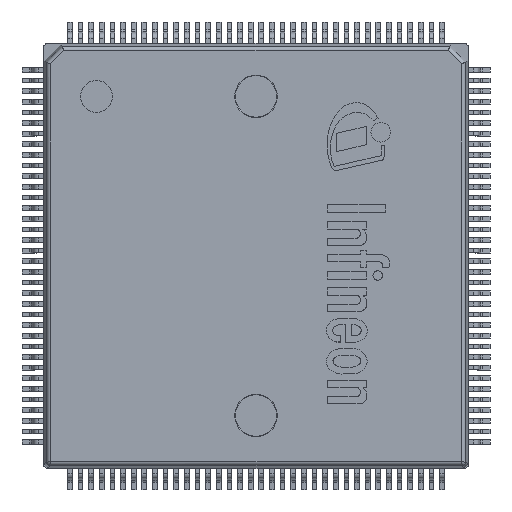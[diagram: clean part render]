
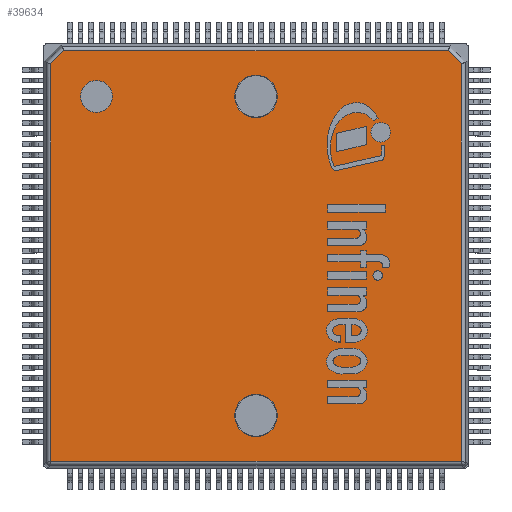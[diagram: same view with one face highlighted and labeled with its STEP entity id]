
A CAD part, top view. The second image highlights one B-rep face of the part: STEP entity #39634.
In plain terms, the highlighted planar face has unit normal (0, 0, 1).
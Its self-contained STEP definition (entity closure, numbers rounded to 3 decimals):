
#64=FACE_BOUND('',#6384,.T.);
#65=FACE_BOUND('',#6385,.T.);
#66=FACE_BOUND('',#6386,.T.);
#1993=PLANE('',#43167);
#4172=FACE_OUTER_BOUND('',#6383,.T.);
#6383=EDGE_LOOP('',(#36692,#36693,#36694,#36695,#36696,#36697));
#6384=EDGE_LOOP('',(#36698));
#6385=EDGE_LOOP('',(#36699));
#6386=EDGE_LOOP('',(#36700));
#10744=LINE('',#66185,#15088);
#10745=LINE('',#66187,#15089);
#10746=LINE('',#66189,#15090);
#10747=LINE('',#66191,#15091);
#10748=LINE('',#66193,#15092);
#10749=LINE('',#66194,#15093);
#15088=VECTOR('',#54200,1000.);
#15089=VECTOR('',#54201,1000.);
#15090=VECTOR('',#54202,1000.);
#15091=VECTOR('',#54203,1000.);
#15092=VECTOR('',#54204,1000.);
#15093=VECTOR('',#54205,1000.);
#16301=CIRCLE('',#43151,1.);
#16302=CIRCLE('',#43153,1.);
#16304=CIRCLE('',#43156,0.75);
#19993=VERTEX_POINT('',#66061);
#19994=VERTEX_POINT('',#66065);
#19996=VERTEX_POINT('',#66071);
#20013=VERTEX_POINT('',#66183);
#20014=VERTEX_POINT('',#66184);
#20015=VERTEX_POINT('',#66186);
#20016=VERTEX_POINT('',#66188);
#20017=VERTEX_POINT('',#66190);
#20018=VERTEX_POINT('',#66192);
#25553=EDGE_CURVE('',#19993,#19993,#16301,.T.);
#25555=EDGE_CURVE('',#19994,#19994,#16302,.T.);
#25558=EDGE_CURVE('',#19996,#19996,#16304,.T.);
#25583=EDGE_CURVE('',#20013,#20014,#10744,.T.);
#25584=EDGE_CURVE('',#20014,#20015,#10745,.T.);
#25585=EDGE_CURVE('',#20015,#20016,#10746,.T.);
#25586=EDGE_CURVE('',#20016,#20017,#10747,.T.);
#25587=EDGE_CURVE('',#20017,#20018,#10748,.T.);
#25588=EDGE_CURVE('',#20018,#20013,#10749,.T.);
#36692=ORIENTED_EDGE('',*,*,#25583,.T.);
#36693=ORIENTED_EDGE('',*,*,#25584,.T.);
#36694=ORIENTED_EDGE('',*,*,#25585,.T.);
#36695=ORIENTED_EDGE('',*,*,#25586,.T.);
#36696=ORIENTED_EDGE('',*,*,#25587,.T.);
#36697=ORIENTED_EDGE('',*,*,#25588,.T.);
#36698=ORIENTED_EDGE('',*,*,#25553,.F.);
#36699=ORIENTED_EDGE('',*,*,#25555,.F.);
#36700=ORIENTED_EDGE('',*,*,#25558,.F.);
#39634=ADVANCED_FACE('',(#4172,#64,#65,#66),#1993,.T.);
#43151=AXIS2_PLACEMENT_3D('',#66063,#54144,#54145);
#43153=AXIS2_PLACEMENT_3D('',#66067,#54149,#54150);
#43156=AXIS2_PLACEMENT_3D('',#66073,#54156,#54157);
#43167=AXIS2_PLACEMENT_3D('',#66182,#54198,#54199);
#54144=DIRECTION('center_axis',(0.,0.,1.));
#54145=DIRECTION('ref_axis',(0.,-1.,0.));
#54149=DIRECTION('center_axis',(0.,0.,1.));
#54150=DIRECTION('ref_axis',(0.,-1.,0.));
#54156=DIRECTION('center_axis',(0.,0.,1.));
#54157=DIRECTION('ref_axis',(0.,-1.,0.));
#54198=DIRECTION('center_axis',(0.,0.,1.));
#54199=DIRECTION('ref_axis',(0.,-1.,0.));
#54200=DIRECTION('',(1.,0.,0.));
#54201=DIRECTION('',(0.,1.,0.));
#54202=DIRECTION('',(-0.707,0.707,0.));
#54203=DIRECTION('',(-1.,0.,0.));
#54204=DIRECTION('',(-0.707,-0.707,0.));
#54205=DIRECTION('',(0.,-1.,0.));
#66061=CARTESIAN_POINT('',(0.,8.5,1.6));
#66063=CARTESIAN_POINT('Origin',(0.,7.5,1.6));
#66065=CARTESIAN_POINT('',(0.,-6.5,1.6));
#66067=CARTESIAN_POINT('Origin',(0.,-7.5,1.6));
#66071=CARTESIAN_POINT('',(-7.5,8.25,1.6));
#66073=CARTESIAN_POINT('Origin',(-7.5,7.5,1.6));
#66182=CARTESIAN_POINT('Origin',(-9.7,-9.7,1.6));
#66183=CARTESIAN_POINT('',(-9.65,-9.65,1.6));
#66184=CARTESIAN_POINT('',(9.65,-9.65,1.6));
#66185=CARTESIAN_POINT('',(9.7,-9.65,1.6));
#66186=CARTESIAN_POINT('',(9.65,9.026,1.6));
#66187=CARTESIAN_POINT('',(9.65,9.093,1.6));
#66188=CARTESIAN_POINT('',(9.026,9.65,1.6));
#66189=CARTESIAN_POINT('',(8.978,9.697,1.6));
#66190=CARTESIAN_POINT('',(-9.026,9.65,1.6));
#66191=CARTESIAN_POINT('',(-9.093,9.65,1.6));
#66192=CARTESIAN_POINT('',(-9.65,9.026,1.6));
#66193=CARTESIAN_POINT('',(-9.697,8.978,1.6));
#66194=CARTESIAN_POINT('',(-9.65,-9.7,1.6));
